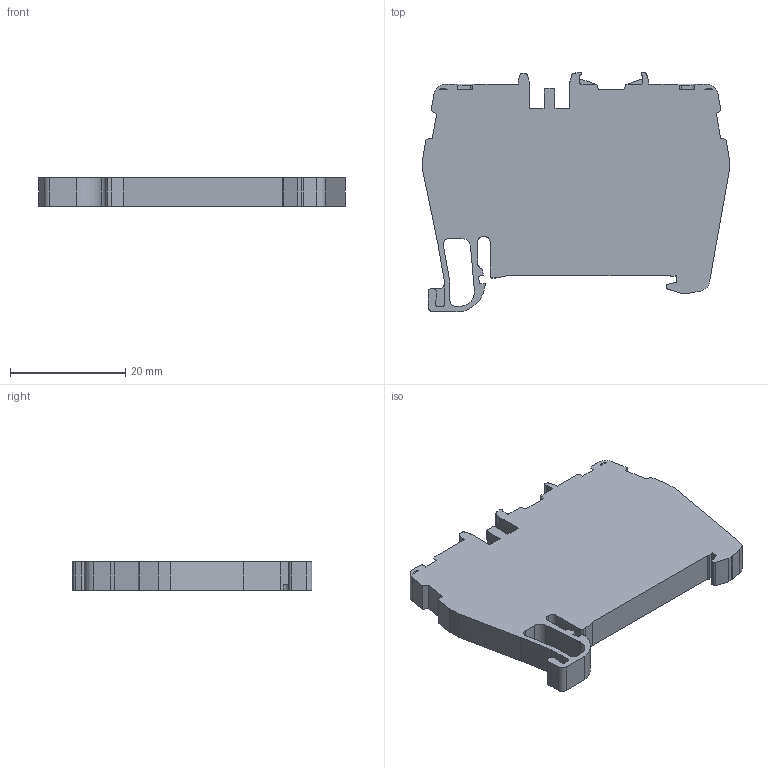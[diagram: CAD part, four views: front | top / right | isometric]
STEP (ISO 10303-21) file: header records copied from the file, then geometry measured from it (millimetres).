
FILE_DESCRIPTION (( 'STEP AP214' ), '1' );
FILE_NAME ('307103_PYK 2,5_Yellow.STP', '2013-11-12T14:35:44', ( 'arge' ), ( 'Microsoft' ), 'SwSTEP 2.0', 'SolidWorks 2013', '' );
FILE_SCHEMA (( 'AUTOMOTIVE_DESIGN' ));
Length unit declared in the file: millimetre
Products named in the file (1): 307103_PYK 2,5_Yellow
Bounding box: 53.3 x 41.69 x 5 mm (x, y, z)
Volume: 8204 mm3; surface area: 4692.5 mm2
Topology: 1 solids, 1 shells, 200 faces, 578 edges, 384 vertices
Faces by surface type: plane 118, cylinder 75, cone 7
Entity records: 7035 total; most frequent: CARTESIAN_POINT 2024, ORIENTED_EDGE 1156, DIRECTION 868, EDGE_CURVE 578, VERTEX_POINT 384, LINE 336, VECTOR 336, AXIS2_PLACEMENT_3D 266
